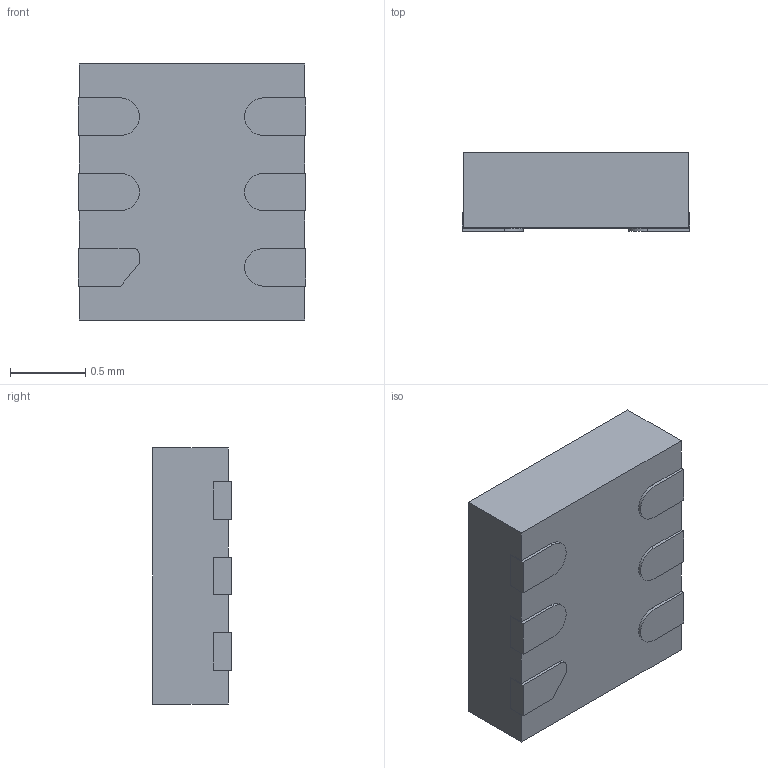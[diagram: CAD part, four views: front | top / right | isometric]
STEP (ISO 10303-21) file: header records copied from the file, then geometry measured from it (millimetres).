
FILE_DESCRIPTION (( 'STEP AP214' ), '1' );
FILE_NAME ('ECMF02-2AMX6.STEP', '2020-01-05T00:08:49', ( '' ), ( '' ), 'SwSTEP 2.0', 'SolidWorks 2013', '' );
FILE_SCHEMA (( 'AUTOMOTIVE_DESIGN' ));
Length unit declared in the file: millimetre
Products named in the file (1): ECMF02-2AMX6
Bounding box: 1.51 x 0.52 x 1.7 mm (x, y, z)
Volume: 1.3 mm3; surface area: 8.5 mm2
Topology: 1 solids, 1 shells, 47 faces, 132 edges, 88 vertices
Faces by surface type: plane 39, cylinder 8
Entity records: 1954 total; most frequent: CARTESIAN_POINT 268, ORIENTED_EDGE 264, DIRECTION 244, EDGE_CURVE 132, VECTOR 116, LINE 116, VERTEX_POINT 88, AXIS2_PLACEMENT_3D 64
